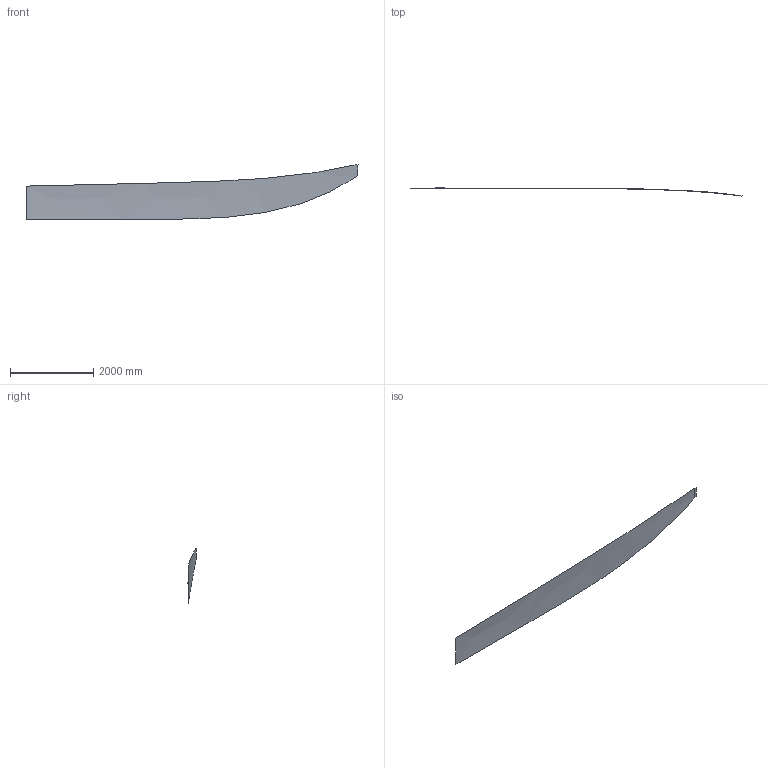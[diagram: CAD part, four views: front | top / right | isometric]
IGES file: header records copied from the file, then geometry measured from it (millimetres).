
Start section: IGES 5.2 file written by MultiSurf 08-Feb-2006  16:42:12 Model file: SAM MK1-LFC12H(RULED)
Global section: file name: 55Htest1.igs; native system: Rhinoceros ( Mar 31 2006 ); preprocessor: Trout Lake IGES 012 Mar 31 2006; date: 100415.173002; units: metre
Bounding box: 8000 x 194.48 x 1316.99 mm (x, y, z)
Surface area: 6289251.1 mm2 (no closed solid volume)
Topology: 0 solids, 0 shells, 2 faces, 8 edges, 8 vertices
Faces by surface type: bspline 2
